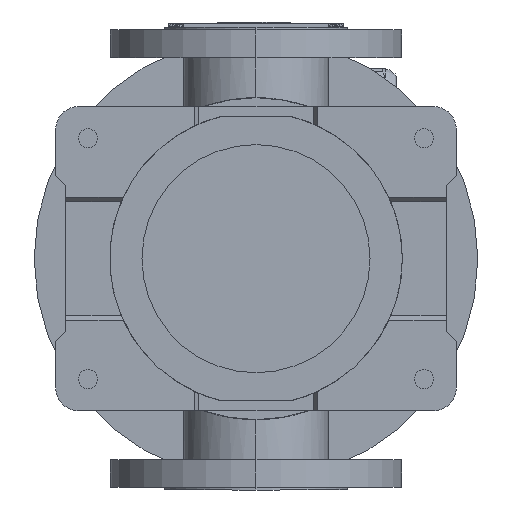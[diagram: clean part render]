
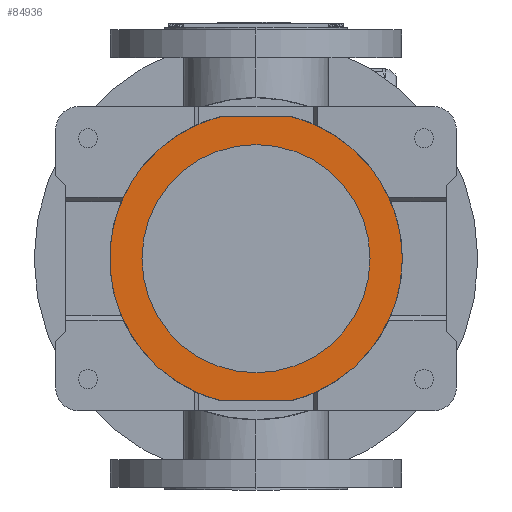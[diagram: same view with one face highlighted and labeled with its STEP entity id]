
A CAD part, front view. The second image highlights one B-rep face of the part: STEP entity #84936.
In plain terms, the highlighted face is planar.
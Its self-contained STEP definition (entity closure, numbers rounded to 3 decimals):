
#2096 = DIRECTION ( 'NONE',  ( -1., 0., 0. ) ) ;
#2378 = CARTESIAN_POINT ( 'NONE',  ( 90., 0., 45. ) ) ;
#2957 = VERTEX_POINT ( 'NONE', #63099 ) ;
#8361 = CARTESIAN_POINT ( 'NONE',  ( 0., 0., 45. ) ) ;
#9562 = DIRECTION ( 'NONE',  ( 0., 0., -1. ) ) ;
#10221 = EDGE_CURVE ( 'NONE', #107917, #74961, #71436, .T. ) ;
#10947 = DIRECTION ( 'NONE',  ( 0., 0., -1. ) ) ;
#12379 = CARTESIAN_POINT ( 'NONE',  ( -28.218, 112., 45. ) ) ;
#15225 = CARTESIAN_POINT ( 'NONE',  ( 0., 0., 45. ) ) ;
#15766 = CARTESIAN_POINT ( 'NONE',  ( -31.04, -112., 45. ) ) ;
#16815 = CIRCLE ( 'NONE', #68058, 115.5 ) ;
#17451 = EDGE_CURVE ( 'NONE', #42214, #22872, #84725, .T. ) ;
#18935 = DIRECTION ( 'NONE',  ( 1., 0., 0. ) ) ;
#19634 = ORIENTED_EDGE ( 'NONE', *, *, #10221, .T. ) ;
#22872 = VERTEX_POINT ( 'NONE', #54923 ) ;
#23955 = ORIENTED_EDGE ( 'NONE', *, *, #89140, .T. ) ;
#24080 = LINE ( 'NONE', #15766, #85304 ) ;
#28287 = AXIS2_PLACEMENT_3D ( 'NONE', #49166, #33120, #66290 ) ;
#31943 = CARTESIAN_POINT ( 'NONE',  ( 0., 0., 45. ) ) ;
#32176 = DIRECTION ( 'NONE',  ( -1., 0., 0. ) ) ;
#33120 = DIRECTION ( 'NONE',  ( 0., 0., 1. ) ) ;
#36087 = AXIS2_PLACEMENT_3D ( 'NONE', #15225, #81057, #48962 ) ;
#38280 = AXIS2_PLACEMENT_3D ( 'NONE', #8361, #58634, #32176 ) ;
#38739 = DIRECTION ( 'NONE',  ( 1., 0., 0. ) ) ;
#41737 = EDGE_LOOP ( 'NONE', ( #68952, #19634, #74930, #59692, #78910 ) ) ;
#42214 = VERTEX_POINT ( 'NONE', #2378 ) ;
#42352 = VERTEX_POINT ( 'NONE', #56511 ) ;
#47017 = LINE ( 'NONE', #81291, #48501 ) ;
#48085 = CIRCLE ( 'NONE', #62208, 115.5 ) ;
#48501 = VECTOR ( 'NONE', #38739, 1000. ) ;
#48962 = DIRECTION ( 'NONE',  ( 1., 0., 0. ) ) ;
#49159 = EDGE_CURVE ( 'NONE', #2957, #107917, #48085, .T. ) ;
#49166 = CARTESIAN_POINT ( 'NONE',  ( 0., 0., 45. ) ) ;
#50910 = VERTEX_POINT ( 'NONE', #12379 ) ;
#52957 = CARTESIAN_POINT ( 'NONE',  ( 127.05, -123.2, 45. ) ) ;
#54923 = CARTESIAN_POINT ( 'NONE',  ( -90., 0., 45. ) ) ;
#56511 = CARTESIAN_POINT ( 'NONE',  ( -28.218, -112., 45. ) ) ;
#57822 = EDGE_CURVE ( 'NONE', #74961, #42352, #24080, .T. ) ;
#58634 = DIRECTION ( 'NONE',  ( 0., 0., 1. ) ) ;
#59692 = ORIENTED_EDGE ( 'NONE', *, *, #105548, .T. ) ;
#60131 = EDGE_CURVE ( 'NONE', #50910, #2957, #47017, .T. ) ;
#60411 = CARTESIAN_POINT ( 'NONE',  ( 0., 0., 45. ) ) ;
#62208 = AXIS2_PLACEMENT_3D ( 'NONE', #31943, #91646, #66738 ) ;
#63099 = CARTESIAN_POINT ( 'NONE',  ( 28.218, 112., 45. ) ) ;
#66290 = DIRECTION ( 'NONE',  ( -1., 0., 0. ) ) ;
#66294 = CARTESIAN_POINT ( 'NONE',  ( 115.5, 0., 45. ) ) ;
#66738 = DIRECTION ( 'NONE',  ( 1., 0., 0. ) ) ;
#68058 = AXIS2_PLACEMENT_3D ( 'NONE', #60411, #9562, #18935 ) ;
#68952 = ORIENTED_EDGE ( 'NONE', *, *, #49159, .T. ) ;
#70661 = PLANE ( 'NONE',  #75972 ) ;
#71436 = CIRCLE ( 'NONE', #36087, 115.5 ) ;
#72532 = ORIENTED_EDGE ( 'NONE', *, *, #17451, .T. ) ;
#74930 = ORIENTED_EDGE ( 'NONE', *, *, #57822, .T. ) ;
#74961 = VERTEX_POINT ( 'NONE', #80840 ) ;
#75972 = AXIS2_PLACEMENT_3D ( 'NONE', #52957, #10947, #2096 ) ;
#78910 = ORIENTED_EDGE ( 'NONE', *, *, #60131, .T. ) ;
#80840 = CARTESIAN_POINT ( 'NONE',  ( 28.218, -112., 45. ) ) ;
#81057 = DIRECTION ( 'NONE',  ( 0., 0., -1. ) ) ;
#81291 = CARTESIAN_POINT ( 'NONE',  ( -31.04, 112., 45. ) ) ;
#81326 = EDGE_LOOP ( 'NONE', ( #23955, #72532 ) ) ;
#83247 = DIRECTION ( 'NONE',  ( -1., 0., 0. ) ) ;
#84725 = CIRCLE ( 'NONE', #28287, 90. ) ;
#84936 = ADVANCED_FACE ( 'NONE', ( #86707, #104439 ), #70661, .T. ) ;
#85304 = VECTOR ( 'NONE', #83247, 1000. ) ;
#86707 = FACE_BOUND ( 'NONE', #81326, .T. ) ;
#89140 = EDGE_CURVE ( 'NONE', #22872, #42214, #89432, .T. ) ;
#89432 = CIRCLE ( 'NONE', #38280, 90. ) ;
#91646 = DIRECTION ( 'NONE',  ( 0., 0., -1. ) ) ;
#104439 = FACE_OUTER_BOUND ( 'NONE', #41737, .T. ) ;
#105548 = EDGE_CURVE ( 'NONE', #42352, #50910, #16815, .T. ) ;
#107917 = VERTEX_POINT ( 'NONE', #66294 ) ;
